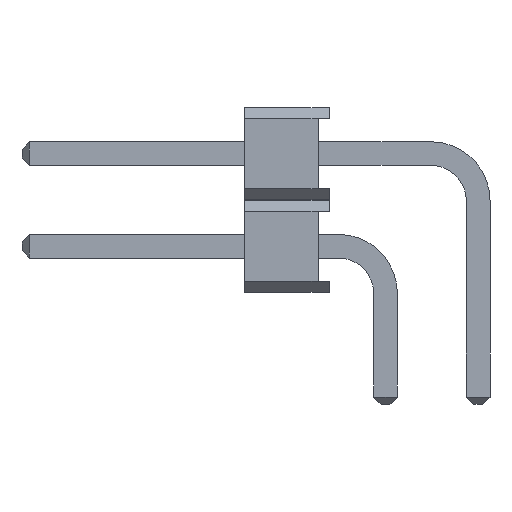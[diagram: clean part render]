
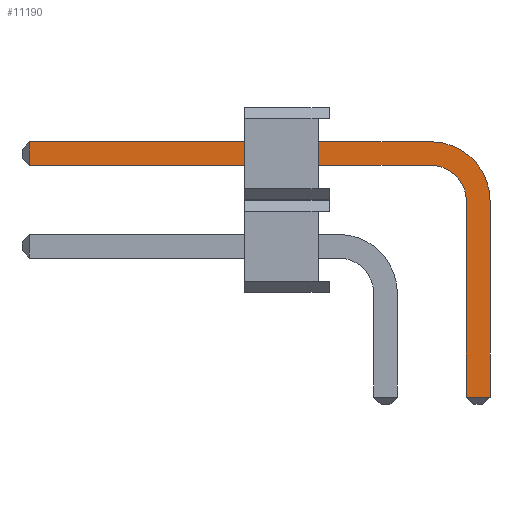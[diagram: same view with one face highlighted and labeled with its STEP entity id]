
A CAD part, left-side view. The second image highlights one B-rep face of the part: STEP entity #11190.
In plain terms, the highlighted planar face has unit normal (-1, 0, 0).
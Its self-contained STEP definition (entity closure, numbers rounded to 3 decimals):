
#193=CIRCLE('',#11951,0.95);
#194=CIRCLE('',#11952,1.59);
#358=FACE_OUTER_BOUND('',#1046,.T.);
#1046=EDGE_LOOP('',(#7709,#7710,#7711,#7712,#7713,#7714,#7715,#7716));
#1867=LINE('',#16103,#3379);
#1875=LINE('',#16120,#3387);
#1878=LINE('',#16125,#3390);
#1879=LINE('',#16130,#3391);
#1880=LINE('',#16132,#3392);
#1881=LINE('',#16134,#3393);
#3379=VECTOR('',#13024,1000.);
#3387=VECTOR('',#13040,1000.);
#3390=VECTOR('',#13045,10.);
#3391=VECTOR('',#13050,1000.);
#3392=VECTOR('',#13051,10.);
#3393=VECTOR('',#13052,1000.);
#4817=VERTEX_POINT('',#16090);
#4822=VERTEX_POINT('',#16101);
#4826=VERTEX_POINT('',#16115);
#4827=VERTEX_POINT('',#16119);
#4829=VERTEX_POINT('',#16127);
#4830=VERTEX_POINT('',#16129);
#4831=VERTEX_POINT('',#16131);
#4832=VERTEX_POINT('',#16133);
#5887=EDGE_CURVE('',#4817,#4822,#1867,.T.);
#5895=EDGE_CURVE('',#4826,#4827,#1875,.T.);
#5898=EDGE_CURVE('',#4817,#4826,#1878,.T.);
#5899=EDGE_CURVE('',#4822,#4829,#193,.T.);
#5900=EDGE_CURVE('',#4829,#4830,#1879,.T.);
#5901=EDGE_CURVE('',#4831,#4830,#1880,.T.);
#5902=EDGE_CURVE('',#4832,#4831,#1881,.T.);
#5903=EDGE_CURVE('',#4827,#4832,#194,.T.);
#7709=ORIENTED_EDGE('',*,*,#5898,.F.);
#7710=ORIENTED_EDGE('',*,*,#5887,.T.);
#7711=ORIENTED_EDGE('',*,*,#5899,.T.);
#7712=ORIENTED_EDGE('',*,*,#5900,.T.);
#7713=ORIENTED_EDGE('',*,*,#5901,.F.);
#7714=ORIENTED_EDGE('',*,*,#5902,.F.);
#7715=ORIENTED_EDGE('',*,*,#5903,.F.);
#7716=ORIENTED_EDGE('',*,*,#5895,.F.);
#10540=PLANE('',#11950);
#11190=ADVANCED_FACE('',(#358),#10540,.F.);
#11950=AXIS2_PLACEMENT_3D('',#16126,#13046,#13047);
#11951=AXIS2_PLACEMENT_3D('',#16128,#13048,#13049);
#11952=AXIS2_PLACEMENT_3D('',#16135,#13053,#13054);
#13024=DIRECTION('',(0.,-1.,0.));
#13040=DIRECTION('',(0.,-1.,0.));
#13045=DIRECTION('',(0.,0.,1.));
#13046=DIRECTION('center_axis',(1.,0.,0.));
#13047=DIRECTION('ref_axis',(0.,0.,-1.));
#13048=DIRECTION('center_axis',(1.,0.,0.));
#13049=DIRECTION('ref_axis',(0.,0.,1.));
#13050=DIRECTION('',(0.,0.,-1.));
#13051=DIRECTION('',(0.,1.,0.));
#13052=DIRECTION('',(0.,0.,-1.));
#13053=DIRECTION('center_axis',(1.,0.,0.));
#13054=DIRECTION('ref_axis',(0.,0.,1.));
#16090=CARTESIAN_POINT('',(-0.32,9.61,3.45));
#16101=CARTESIAN_POINT('',(-0.32,-1.23,3.45));
#16103=CARTESIAN_POINT('',(-0.32,-1.23,3.45));
#16115=CARTESIAN_POINT('',(-0.32,9.61,4.09));
#16119=CARTESIAN_POINT('',(-0.32,-1.23,4.09));
#16120=CARTESIAN_POINT('',(-0.32,-1.23,4.09));
#16125=CARTESIAN_POINT('',(-0.32,9.61,3.77));
#16126=CARTESIAN_POINT('Origin',(-0.32,-1.23,4.09));
#16127=CARTESIAN_POINT('',(-0.32,-2.18,2.5));
#16128=CARTESIAN_POINT('Origin',(-0.32,-1.23,2.5));
#16129=CARTESIAN_POINT('',(-0.32,-2.18,-2.8));
#16130=CARTESIAN_POINT('',(-0.32,-2.18,-0.5));
#16131=CARTESIAN_POINT('',(-0.32,-2.82,-2.8));
#16132=CARTESIAN_POINT('',(-0.32,-1.996,-2.8));
#16133=CARTESIAN_POINT('',(-0.32,-2.82,2.5));
#16134=CARTESIAN_POINT('',(-0.32,-2.82,-0.5));
#16135=CARTESIAN_POINT('Origin',(-0.32,-1.23,2.5));
